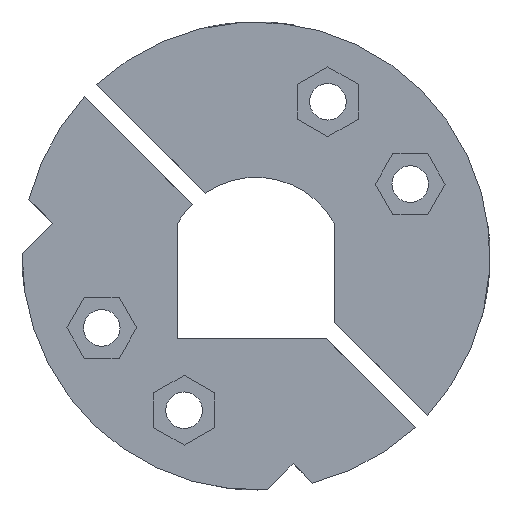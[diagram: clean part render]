
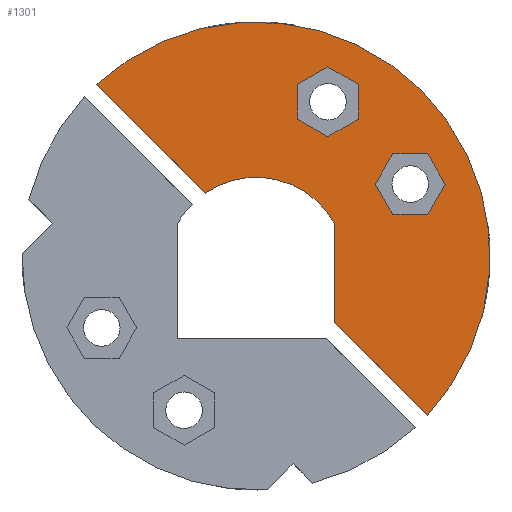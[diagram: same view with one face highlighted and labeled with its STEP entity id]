
A CAD part, front view. The second image highlights one B-rep face of the part: STEP entity #1301.
In plain terms, the highlighted planar face has unit normal (0, -1, 0).
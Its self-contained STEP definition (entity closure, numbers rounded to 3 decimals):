
#49=FACE_BOUND('',#231,.T.);
#50=FACE_BOUND('',#232,.T.);
#79=CIRCLE('',#1419,10.528);
#80=CIRCLE('',#1420,27.5);
#149=FACE_OUTER_BOUND('',#230,.T.);
#230=EDGE_LOOP('',(#1120,#1121,#1122,#1123,#1124));
#231=EDGE_LOOP('',(#1125,#1126,#1127,#1128,#1129,#1130));
#232=EDGE_LOOP('',(#1131,#1132,#1133,#1134,#1135,#1136));
#341=LINE('',#2014,#482);
#345=LINE('',#2022,#486);
#348=LINE('',#2028,#489);
#351=LINE('',#2034,#492);
#354=LINE('',#2040,#495);
#357=LINE('',#2045,#498);
#359=LINE('',#2053,#500);
#363=LINE('',#2061,#504);
#366=LINE('',#2067,#507);
#369=LINE('',#2073,#510);
#372=LINE('',#2079,#513);
#375=LINE('',#2084,#516);
#379=LINE('',#2100,#520);
#380=LINE('',#2104,#521);
#381=LINE('',#2106,#522);
#482=VECTOR('',#1653,10.);
#486=VECTOR('',#1659,10.);
#489=VECTOR('',#1664,10.);
#492=VECTOR('',#1669,10.);
#495=VECTOR('',#1674,10.);
#498=VECTOR('',#1679,10.);
#500=VECTOR('',#1687,10.);
#504=VECTOR('',#1693,10.);
#507=VECTOR('',#1698,10.);
#510=VECTOR('',#1703,10.);
#513=VECTOR('',#1708,10.);
#516=VECTOR('',#1713,10.);
#520=VECTOR('',#1731,10.);
#521=VECTOR('',#1734,10.);
#522=VECTOR('',#1735,10.);
#607=VERTEX_POINT('',#2012);
#608=VERTEX_POINT('',#2013);
#611=VERTEX_POINT('',#2021);
#613=VERTEX_POINT('',#2027);
#615=VERTEX_POINT('',#2033);
#617=VERTEX_POINT('',#2039);
#620=VERTEX_POINT('',#2051);
#621=VERTEX_POINT('',#2052);
#624=VERTEX_POINT('',#2060);
#626=VERTEX_POINT('',#2066);
#628=VERTEX_POINT('',#2072);
#630=VERTEX_POINT('',#2078);
#635=VERTEX_POINT('',#2098);
#636=VERTEX_POINT('',#2099);
#637=VERTEX_POINT('',#2101);
#638=VERTEX_POINT('',#2103);
#639=VERTEX_POINT('',#2105);
#763=EDGE_CURVE('',#607,#608,#341,.T.);
#767=EDGE_CURVE('',#611,#607,#345,.T.);
#770=EDGE_CURVE('',#613,#611,#348,.T.);
#773=EDGE_CURVE('',#615,#613,#351,.T.);
#776=EDGE_CURVE('',#617,#615,#354,.T.);
#779=EDGE_CURVE('',#608,#617,#357,.T.);
#782=EDGE_CURVE('',#620,#621,#359,.T.);
#786=EDGE_CURVE('',#624,#620,#363,.T.);
#789=EDGE_CURVE('',#626,#624,#366,.T.);
#792=EDGE_CURVE('',#628,#626,#369,.T.);
#795=EDGE_CURVE('',#630,#628,#372,.T.);
#798=EDGE_CURVE('',#621,#630,#375,.T.);
#805=EDGE_CURVE('',#635,#636,#379,.T.);
#806=EDGE_CURVE('',#637,#635,#79,.T.);
#807=EDGE_CURVE('',#638,#637,#380,.T.);
#808=EDGE_CURVE('',#639,#638,#381,.T.);
#809=EDGE_CURVE('',#636,#639,#80,.T.);
#1120=ORIENTED_EDGE('',*,*,#805,.F.);
#1121=ORIENTED_EDGE('',*,*,#806,.F.);
#1122=ORIENTED_EDGE('',*,*,#807,.F.);
#1123=ORIENTED_EDGE('',*,*,#808,.F.);
#1124=ORIENTED_EDGE('',*,*,#809,.F.);
#1125=ORIENTED_EDGE('',*,*,#763,.T.);
#1126=ORIENTED_EDGE('',*,*,#779,.T.);
#1127=ORIENTED_EDGE('',*,*,#776,.T.);
#1128=ORIENTED_EDGE('',*,*,#773,.T.);
#1129=ORIENTED_EDGE('',*,*,#770,.T.);
#1130=ORIENTED_EDGE('',*,*,#767,.T.);
#1131=ORIENTED_EDGE('',*,*,#782,.T.);
#1132=ORIENTED_EDGE('',*,*,#798,.T.);
#1133=ORIENTED_EDGE('',*,*,#795,.T.);
#1134=ORIENTED_EDGE('',*,*,#792,.T.);
#1135=ORIENTED_EDGE('',*,*,#789,.T.);
#1136=ORIENTED_EDGE('',*,*,#786,.T.);
#1238=PLANE('',#1418);
#1301=ADVANCED_FACE('',(#149,#49,#50),#1238,.F.);
#1418=AXIS2_PLACEMENT_3D('',#2097,#1729,#1730);
#1419=AXIS2_PLACEMENT_3D('',#2102,#1732,#1733);
#1420=AXIS2_PLACEMENT_3D('',#2107,#1736,#1737);
#1653=DIRECTION('',(-0.5,0.,-0.866));
#1659=DIRECTION('',(0.5,0.,-0.866));
#1664=DIRECTION('',(1.,0.,0.));
#1669=DIRECTION('',(0.5,0.,0.866));
#1674=DIRECTION('',(-0.5,0.,0.866));
#1679=DIRECTION('',(-1.,0.,0.));
#1687=DIRECTION('',(0.,0.,-1.));
#1693=DIRECTION('',(0.866,0.,-0.5));
#1698=DIRECTION('',(0.866,0.,0.5));
#1703=DIRECTION('',(0.,0.,1.));
#1708=DIRECTION('',(-0.866,0.,0.5));
#1713=DIRECTION('',(-0.866,0.,-0.5));
#1729=DIRECTION('center_axis',(0.,1.,0.));
#1730=DIRECTION('ref_axis',(0.,0.,1.));
#1731=DIRECTION('',(-0.707,0.,0.707));
#1732=DIRECTION('center_axis',(0.,-1.,0.));
#1733=DIRECTION('ref_axis',(0.879,0.,-0.478));
#1734=DIRECTION('',(0.,0.,1.));
#1735=DIRECTION('',(-0.707,0.,0.707));
#1736=DIRECTION('center_axis',(0.,1.,0.));
#1737=DIRECTION('ref_axis',(-1.,0.,0.));
#2012=CARTESIAN_POINT('',(31.475,0.,18.202));
#2013=CARTESIAN_POINT('',(29.426,0.,14.652));
#2014=CARTESIAN_POINT('',(28.365,0.,12.816));
#2021=CARTESIAN_POINT('',(29.426,0.,21.752));
#2022=CARTESIAN_POINT('',(29.101,0.,22.315));
#2027=CARTESIAN_POINT('',(25.327,0.,21.752));
#2028=CARTESIAN_POINT('',(19.482,0.,21.752));
#2033=CARTESIAN_POINT('',(23.277,0.,18.202));
#2034=CARTESIAN_POINT('',(21.192,0.,14.591));
#2039=CARTESIAN_POINT('',(25.327,0.,14.652));
#2040=CARTESIAN_POINT('',(23.977,0.,16.99));
#2045=CARTESIAN_POINT('',(21.532,0.,14.652));
#2051=CARTESIAN_POINT('',(21.252,0.,29.926));
#2052=CARTESIAN_POINT('',(21.252,0.,25.827));
#2053=CARTESIAN_POINT('',(21.252,0.,22.032));
#2060=CARTESIAN_POINT('',(17.702,0.,31.975));
#2061=CARTESIAN_POINT('',(20.04,0.,30.626));
#2066=CARTESIAN_POINT('',(14.152,0.,29.926));
#2067=CARTESIAN_POINT('',(10.541,0.,27.841));
#2072=CARTESIAN_POINT('',(14.152,0.,25.827));
#2073=CARTESIAN_POINT('',(14.152,0.,19.982));
#2078=CARTESIAN_POINT('',(17.702,0.,23.777));
#2079=CARTESIAN_POINT('',(18.265,0.,23.452));
#2084=CARTESIAN_POINT('',(15.866,0.,22.717));
#2097=CARTESIAN_POINT('Origin',(13.637,0.,14.137));
#2098=CARTESIAN_POINT('',(3.274,0.,17.14));
#2099=CARTESIAN_POINT('',(-9.475,0.,29.89));
#2100=CARTESIAN_POINT('',(37.905,0.,-17.491));
#2101=CARTESIAN_POINT('',(18.5,0.,13.5));
#2102=CARTESIAN_POINT('Origin',(9.25,0.,8.472));
#2103=CARTESIAN_POINT('',(18.5,0.,1.914));
#2104=CARTESIAN_POINT('',(18.5,0.,0.));
#2105=CARTESIAN_POINT('',(29.39,0.,-8.975));
#2106=CARTESIAN_POINT('',(37.905,0.,-17.491));
#2107=CARTESIAN_POINT('Origin',(9.25,0.,9.75));
